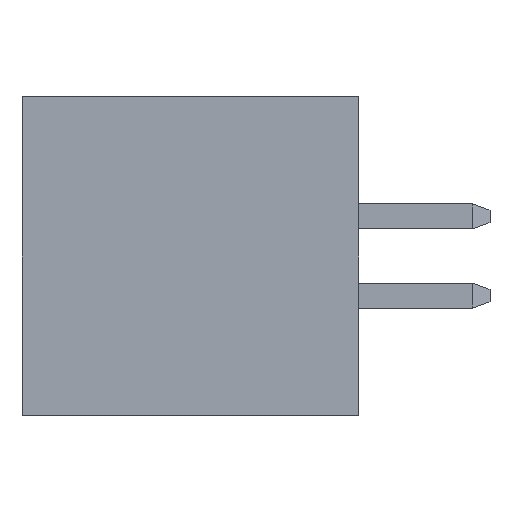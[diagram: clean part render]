
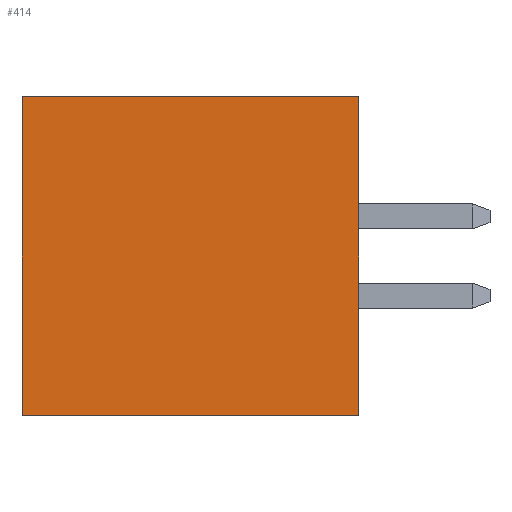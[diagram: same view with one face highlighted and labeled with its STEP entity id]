
A CAD part, left-side view. The second image highlights one B-rep face of the part: STEP entity #414.
In plain terms, the highlighted planar face has unit normal (-1, 0, 0).
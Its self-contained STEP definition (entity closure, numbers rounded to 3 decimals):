
#92 = CARTESIAN_POINT ( 'NONE',  ( -6.325, 5.4, -2.55 ) ) ;
#303 = DIRECTION ( 'NONE',  ( 0., 0., 1. ) ) ;
#350 = LINE ( 'NONE', #1633, #1213 ) ;
#398 = VERTEX_POINT ( 'NONE', #1180 ) ;
#414 = ADVANCED_FACE ( 'NONE', ( #1690 ), #2638, .F. ) ;
#440 = CARTESIAN_POINT ( 'NONE',  ( -6.325, 5.4, 2.55 ) ) ;
#507 = DIRECTION ( 'NONE',  ( 0., -1., 0. ) ) ;
#666 = EDGE_CURVE ( 'NONE', #1258, #398, #350, .T. ) ;
#736 = CARTESIAN_POINT ( 'NONE',  ( -6.325, 5.4, 2.55 ) ) ;
#826 = ORIENTED_EDGE ( 'NONE', *, *, #666, .F. ) ;
#944 = DIRECTION ( 'NONE',  ( 1., 0., 0. ) ) ;
#1129 = ORIENTED_EDGE ( 'NONE', *, *, #1406, .F. ) ;
#1180 = CARTESIAN_POINT ( 'NONE',  ( -6.325, 0., 2.55 ) ) ;
#1213 = VECTOR ( 'NONE', #1328, 1000. ) ;
#1234 = EDGE_CURVE ( 'NONE', #1458, #398, #1747, .T. ) ;
#1258 = VERTEX_POINT ( 'NONE', #736 ) ;
#1272 = CARTESIAN_POINT ( 'NONE',  ( -6.325, 0., 2.55 ) ) ;
#1328 = DIRECTION ( 'NONE',  ( 0., -1., 0. ) ) ;
#1393 = CARTESIAN_POINT ( 'NONE',  ( -6.325, 5.4, -2.55 ) ) ;
#1394 = ORIENTED_EDGE ( 'NONE', *, *, #2475, .T. ) ;
#1400 = DIRECTION ( 'NONE',  ( 0., 0., -1. ) ) ;
#1406 = EDGE_CURVE ( 'NONE', #2238, #1258, #1658, .T. ) ;
#1458 = VERTEX_POINT ( 'NONE', #2614 ) ;
#1633 = CARTESIAN_POINT ( 'NONE',  ( -6.325, 5.4, 2.55 ) ) ;
#1658 = LINE ( 'NONE', #3116, #1775 ) ;
#1690 = FACE_OUTER_BOUND ( 'NONE', #2410, .T. ) ;
#1747 = LINE ( 'NONE', #1272, #3176 ) ;
#1775 = VECTOR ( 'NONE', #303, 1000. ) ;
#1917 = VECTOR ( 'NONE', #507, 1000. ) ;
#2105 = LINE ( 'NONE', #92, #1917 ) ;
#2238 = VERTEX_POINT ( 'NONE', #1393 ) ;
#2273 = AXIS2_PLACEMENT_3D ( 'NONE', #440, #944, #1400 ) ;
#2280 = ORIENTED_EDGE ( 'NONE', *, *, #1234, .T. ) ;
#2410 = EDGE_LOOP ( 'NONE', ( #2280, #826, #1129, #1394 ) ) ;
#2475 = EDGE_CURVE ( 'NONE', #2238, #1458, #2105, .T. ) ;
#2518 = DIRECTION ( 'NONE',  ( 0., 0., 1. ) ) ;
#2614 = CARTESIAN_POINT ( 'NONE',  ( -6.325, 0., -2.55 ) ) ;
#2638 = PLANE ( 'NONE',  #2273 ) ;
#3116 = CARTESIAN_POINT ( 'NONE',  ( -6.325, 5.4, 2.55 ) ) ;
#3176 = VECTOR ( 'NONE', #2518, 1000. ) ;
